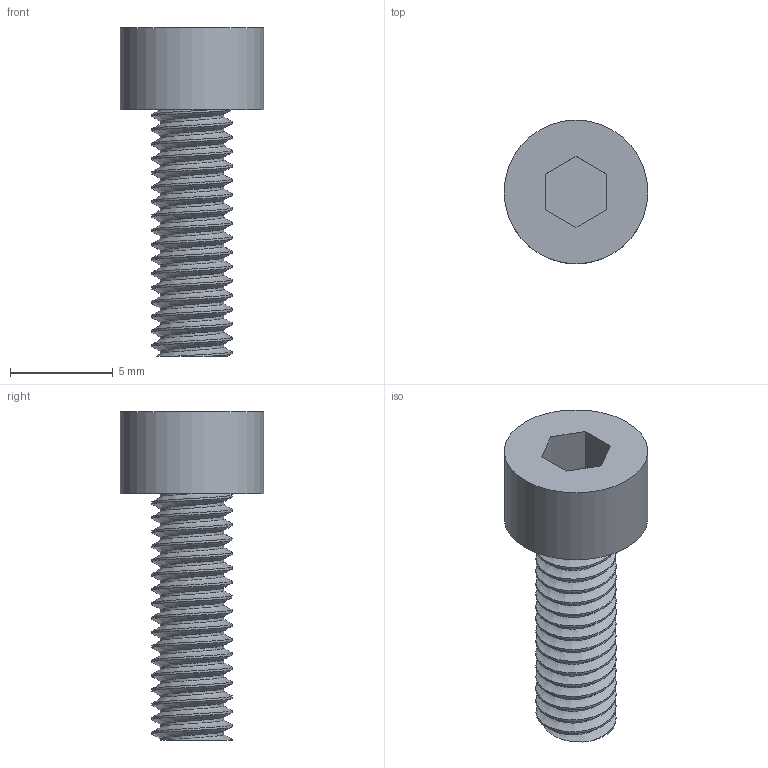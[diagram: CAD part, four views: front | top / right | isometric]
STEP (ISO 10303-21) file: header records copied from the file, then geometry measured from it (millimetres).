
FILE_DESCRIPTION(/* description */ (''),/* implementation_level */ '2;1');
FILE_NAME(/* name */ '3839-SSCF-M4-12-A2.stp',/* time_stamp */ '2024-02-15T14:18:38Z',/* author */ (''),/* organization */ (''),/* preprocessor_version */ 'ST-DEVELOPER v20',/* originating_system */ 'Autodesk Translation Framework v12.20.1.177',/* authorisation */ '');
FILE_SCHEMA (('AUTOMOTIVE_DESIGN { 1 0 10303 214 3 1 1 }'));
Length unit declared in the file: millimetre
Products named in the file (1): SHC base
Bounding box: 7 x 7 x 16 mm (x, y, z)
Volume: 249.2 mm3; surface area: 410.7 mm2
Topology: 1 solids, 1 shells, 49 faces, 135 edges, 90 vertices
Faces by surface type: cylinder 37, plane 10, bspline 2
Full cylindrical faces by diameter (mm): 3.111 x6, 3.908 x10, 7 x1
Entity records: 3726 total; most frequent: CARTESIAN_POINT 2591, ORIENTED_EDGE 270, DIRECTION 161, EDGE_CURVE 135, VERTEX_POINT 90, B_SPLINE_CURVE_WITH_KNOTS 76, AXIS2_PLACEMENT_3D 54, LINE 53
